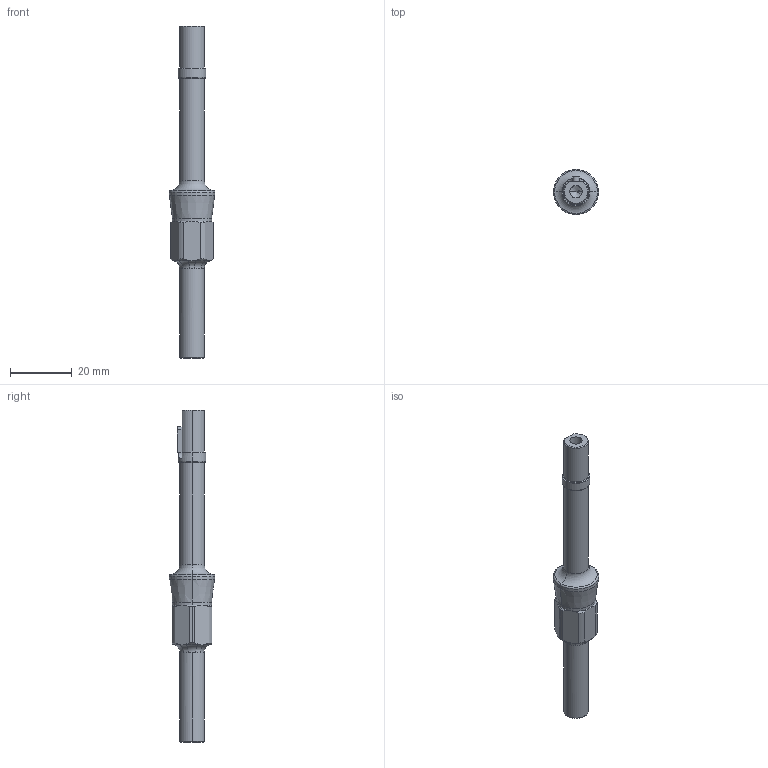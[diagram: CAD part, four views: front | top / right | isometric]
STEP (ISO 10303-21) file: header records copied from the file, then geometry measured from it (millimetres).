
FILE_DESCRIPTION (( 'STEP AP203' ), '1' );
FILE_NAME ('REV-21-2848.STEP', '2023-09-25T18:23:05', ( '' ), ( '' ), 'SwSTEP 2.0', 'SolidWorks 2022', '' );
FILE_SCHEMA (( 'CONFIG_CONTROL_DESIGN' ));
Length unit declared in the file: millimetre
Products named in the file (1): REV-21-2848
Bounding box: 14.63 x 14.63 x 107.1 mm (x, y, z)
Volume: 6438.2 mm3; surface area: 4502.5 mm2
Topology: 1 solids, 1 shells, 99 faces, 236 edges, 137 vertices
Faces by surface type: cylinder 36, cone 25, torus 18, plane 14, bspline 6
Entity records: 3111 total; most frequent: CARTESIAN_POINT 805, DIRECTION 490, ORIENTED_EDGE 464, EDGE_CURVE 232, AXIS2_PLACEMENT_3D 214, VERTEX_POINT 137, CIRCLE 120, EDGE_LOOP 101
